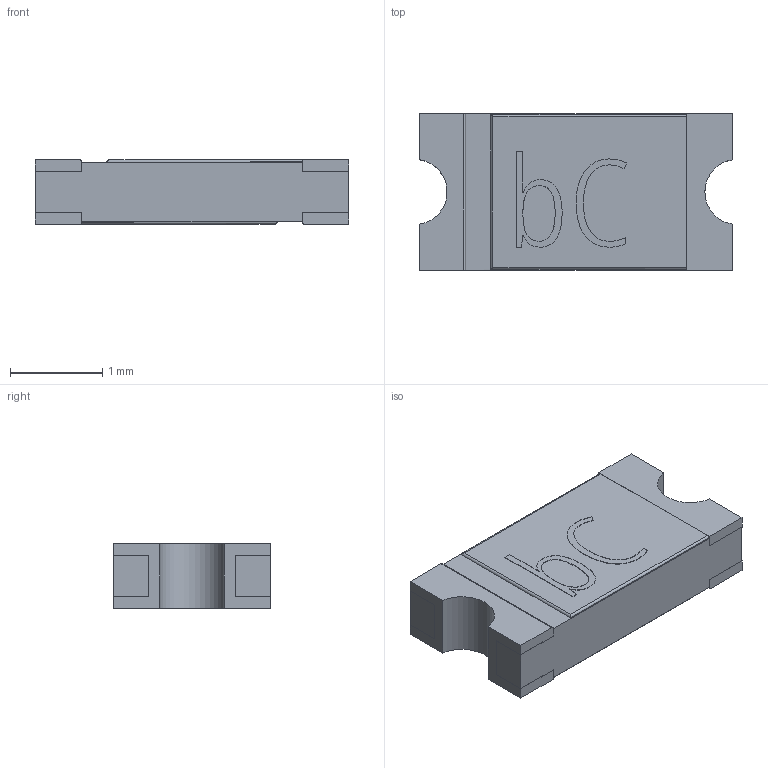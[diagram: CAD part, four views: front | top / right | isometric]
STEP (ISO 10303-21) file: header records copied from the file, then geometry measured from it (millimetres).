
FILE_DESCRIPTION (( 'STEP AP214' ), '1' );
FILE_NAME ('CC5E7939-B902-45AC-9A1E-060DFE9A7B7C.STEP', '2022-11-18T14:18:24', ( '' ), ( '' ), 'SwSTEP 2.0', 'SolidWorks 2022', '' );
FILE_SCHEMA (( 'AUTOMOTIVE_DESIGN' ));
Length unit declared in the file: millimetre
Products named in the file (1): CC5E7939-B902-45AC-9A1E-060DFE9A7B7C
Bounding box: 3.4 x 1.7 x 0.71 mm (x, y, z)
Volume: 3.8 mm3; surface area: 18.5 mm2
Topology: 1 solids, 1 shells, 155 faces, 433 edges, 286 vertices
Faces by surface type: plane 74, bspline 70, cylinder 11
Entity records: 5865 total; most frequent: CARTESIAN_POINT 1649, ORIENTED_EDGE 866, DIRECTION 475, EDGE_CURVE 433, VERTEX_POINT 286, VECTOR 275, LINE 275, EDGE_LOOP 161
